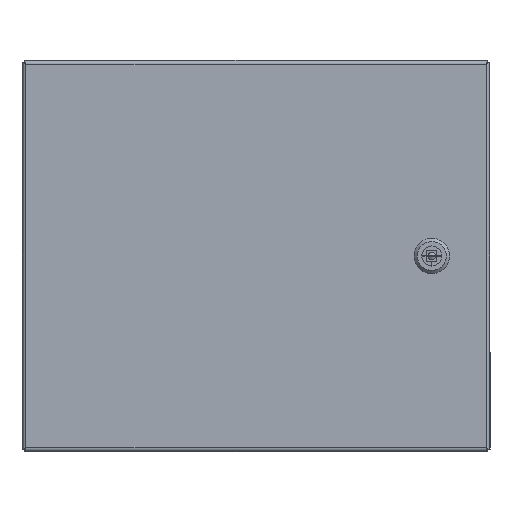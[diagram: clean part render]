
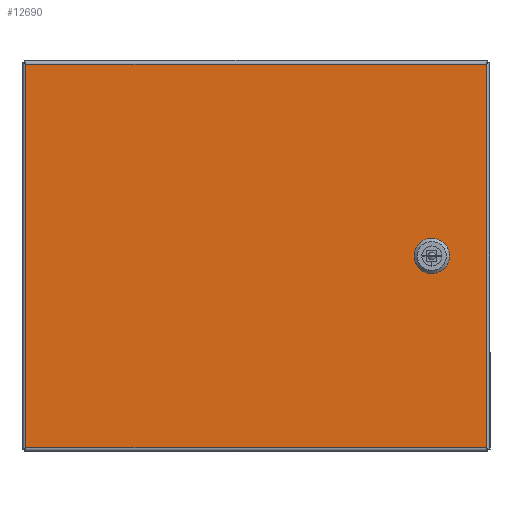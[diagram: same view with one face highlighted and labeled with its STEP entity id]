
A CAD part, front view. The second image highlights one B-rep face of the part: STEP entity #12690.
In plain terms, the highlighted planar face has unit normal (0, -1, 0).
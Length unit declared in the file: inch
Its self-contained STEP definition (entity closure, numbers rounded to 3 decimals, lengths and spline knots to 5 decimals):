
#18 = ORIENTED_EDGE ( 'NONE', *, *, #9657, .T. ) ;
#295 = EDGE_CURVE ( 'NONE', #3889, #19101, #2270, .T. ) ;
#477 = LINE ( 'NONE', #16261, #2885 ) ;
#740 = CARTESIAN_POINT ( 'NONE',  ( -7.156, -1.797, -12.0665 ) ) ;
#819 = LINE ( 'NONE', #12349, #19767 ) ;
#827 = DIRECTION ( 'NONE',  ( 1., 0., 0. ) ) ;
#914 = CARTESIAN_POINT ( 'NONE',  ( 5.7, -1.797, -5.6995 ) ) ;
#916 = EDGE_CURVE ( 'NONE', #5823, #10351, #20186, .T. ) ;
#1109 = ORIENTED_EDGE ( 'NONE', *, *, #916, .T. ) ;
#1182 = FACE_BOUND ( 'NONE', #15322, .T. ) ;
#1239 = CARTESIAN_POINT ( 'NONE',  ( 7.157, -1.797, -12.0665 ) ) ;
#1463 = LINE ( 'NONE', #1239, #3676 ) ;
#2168 = LINE ( 'NONE', #14984, #16086 ) ;
#2270 = LINE ( 'NONE', #10450, #19544 ) ;
#2447 = CARTESIAN_POINT ( 'NONE',  ( 5.8645, -1.797, -6.326 ) ) ;
#2627 = CARTESIAN_POINT ( 'NONE',  ( 7.157, -1.797, -0.1235 ) ) ;
#2868 = DIRECTION ( 'NONE',  ( 0., 0., -1. ) ) ;
#2885 = VECTOR ( 'NONE', #13376, 39.37008 ) ;
#3039 = VECTOR ( 'NONE', #15675, 39.37008 ) ;
#3575 = EDGE_LOOP ( 'NONE', ( #19778, #4102, #18, #1109 ) ) ;
#3676 = VECTOR ( 'NONE', #6067, 39.37008 ) ;
#3787 = CARTESIAN_POINT ( 'NONE',  ( -7.156, -1.797, -12.0665 ) ) ;
#3858 = EDGE_CURVE ( 'NONE', #19101, #9660, #8606, .T. ) ;
#3889 = VERTEX_POINT ( 'NONE', #18373 ) ;
#4102 = ORIENTED_EDGE ( 'NONE', *, *, #7956, .T. ) ;
#4159 = EDGE_CURVE ( 'NONE', #15988, #6335, #6506, .T. ) ;
#4647 = EDGE_CURVE ( 'NONE', #4961, #3889, #9175, .T. ) ;
#4648 = VECTOR ( 'NONE', #9858, 39.37008 ) ;
#4961 = VERTEX_POINT ( 'NONE', #19326 ) ;
#5823 = VERTEX_POINT ( 'NONE', #3787 ) ;
#6067 = DIRECTION ( 'NONE',  ( 0., 0., 1. ) ) ;
#6333 = VECTOR ( 'NONE', #16607, 39.37008 ) ;
#6335 = VERTEX_POINT ( 'NONE', #10442 ) ;
#6506 = LINE ( 'NONE', #6611, #4648 ) ;
#6611 = CARTESIAN_POINT ( 'NONE',  ( 5.7, -1.797, -5.6995 ) ) ;
#6760 = CARTESIAN_POINT ( 'NONE',  ( 5.0735, -1.797, -6.326 ) ) ;
#7136 = CARTESIAN_POINT ( 'NONE',  ( 5.0735, -1.797, -5.864 ) ) ;
#7149 = CARTESIAN_POINT ( 'NONE',  ( 5.8645, -1.797, -6.326 ) ) ;
#7956 = EDGE_CURVE ( 'NONE', #10179, #13437, #477, .T. ) ;
#8013 = CARTESIAN_POINT ( 'NONE',  ( -7.156, -1.797, -12.0665 ) ) ;
#8178 = ORIENTED_EDGE ( 'NONE', *, *, #18162, .T. ) ;
#8606 = LINE ( 'NONE', #18181, #6333 ) ;
#8803 = CARTESIAN_POINT ( 'NONE',  ( 7.157, -1.797, -12.0665 ) ) ;
#9153 = CARTESIAN_POINT ( 'NONE',  ( -7.156, -1.797, -12.0665 ) ) ;
#9175 = LINE ( 'NONE', #12428, #13390 ) ;
#9310 = DIRECTION ( 'NONE',  ( 0., 0., -1. ) ) ;
#9657 = EDGE_CURVE ( 'NONE', #13437, #5823, #15617, .T. ) ;
#9660 = VERTEX_POINT ( 'NONE', #7136 ) ;
#9858 = DIRECTION ( 'NONE',  ( 0.707, 0., -0.707 ) ) ;
#10179 = VERTEX_POINT ( 'NONE', #2627 ) ;
#10296 = DIRECTION ( 'NONE',  ( 0., 0., -1. ) ) ;
#10351 = VERTEX_POINT ( 'NONE', #8803 ) ;
#10360 = EDGE_CURVE ( 'NONE', #15527, #15988, #19939, .T. ) ;
#10442 = CARTESIAN_POINT ( 'NONE',  ( 5.8645, -1.797, -5.864 ) ) ;
#10450 = CARTESIAN_POINT ( 'NONE',  ( 5.0735, -1.797, -6.326 ) ) ;
#10596 = LINE ( 'NONE', #7149, #18730 ) ;
#10613 = EDGE_CURVE ( 'NONE', #10351, #10179, #1463, .T. ) ;
#11044 = VECTOR ( 'NONE', #827, 39.37008 ) ;
#11818 = DIRECTION ( 'NONE',  ( 0.707, 0., 0.707 ) ) ;
#12211 = DIRECTION ( 'NONE',  ( -1., 0., 0. ) ) ;
#12349 = CARTESIAN_POINT ( 'NONE',  ( 5.8645, -1.797, -6.326 ) ) ;
#12428 = CARTESIAN_POINT ( 'NONE',  ( 5.238, -1.797, -6.4905 ) ) ;
#12690 = ADVANCED_FACE ( 'NONE', ( #13987, #1182 ), #20394, .T. ) ;
#12911 = ORIENTED_EDGE ( 'NONE', *, *, #4647, .T. ) ;
#13231 = ORIENTED_EDGE ( 'NONE', *, *, #17334, .T. ) ;
#13275 = CARTESIAN_POINT ( 'NONE',  ( 5.238, -1.797, -5.6995 ) ) ;
#13376 = DIRECTION ( 'NONE',  ( -1., 0., 0. ) ) ;
#13390 = VECTOR ( 'NONE', #12211, 39.37008 ) ;
#13437 = VERTEX_POINT ( 'NONE', #14730 ) ;
#13987 = FACE_OUTER_BOUND ( 'NONE', #3575, .T. ) ;
#14316 = DIRECTION ( 'NONE',  ( 0., -1., 0. ) ) ;
#14564 = AXIS2_PLACEMENT_3D ( 'NONE', #8013, #14316, #2868 ) ;
#14730 = CARTESIAN_POINT ( 'NONE',  ( -7.156, -1.797, -0.1235 ) ) ;
#14984 = CARTESIAN_POINT ( 'NONE',  ( 5.238, -1.797, -5.6995 ) ) ;
#15322 = EDGE_LOOP ( 'NONE', ( #16278, #13231, #15659, #17575, #8178, #17133, #12911, #15914 ) ) ;
#15527 = VERTEX_POINT ( 'NONE', #13275 ) ;
#15617 = LINE ( 'NONE', #740, #18611 ) ;
#15659 = ORIENTED_EDGE ( 'NONE', *, *, #10360, .T. ) ;
#15675 = DIRECTION ( 'NONE',  ( 1., 0., 0. ) ) ;
#15914 = ORIENTED_EDGE ( 'NONE', *, *, #295, .T. ) ;
#15962 = EDGE_CURVE ( 'NONE', #17896, #4961, #819, .T. ) ;
#15988 = VERTEX_POINT ( 'NONE', #914 ) ;
#16086 = VECTOR ( 'NONE', #11818, 39.37008 ) ;
#16261 = CARTESIAN_POINT ( 'NONE',  ( -7.156, -1.797, -0.1235 ) ) ;
#16278 = ORIENTED_EDGE ( 'NONE', *, *, #3858, .T. ) ;
#16600 = CARTESIAN_POINT ( 'NONE',  ( 5.7, -1.797, -5.6995 ) ) ;
#16607 = DIRECTION ( 'NONE',  ( 0., 0., 1. ) ) ;
#16873 = DIRECTION ( 'NONE',  ( -0.707, 0., 0.707 ) ) ;
#16989 = DIRECTION ( 'NONE',  ( -0.707, 0., -0.707 ) ) ;
#17133 = ORIENTED_EDGE ( 'NONE', *, *, #15962, .T. ) ;
#17334 = EDGE_CURVE ( 'NONE', #9660, #15527, #2168, .T. ) ;
#17575 = ORIENTED_EDGE ( 'NONE', *, *, #4159, .T. ) ;
#17896 = VERTEX_POINT ( 'NONE', #2447 ) ;
#18162 = EDGE_CURVE ( 'NONE', #6335, #17896, #10596, .T. ) ;
#18181 = CARTESIAN_POINT ( 'NONE',  ( 5.0735, -1.797, -5.864 ) ) ;
#18373 = CARTESIAN_POINT ( 'NONE',  ( 5.238, -1.797, -6.4905 ) ) ;
#18611 = VECTOR ( 'NONE', #9310, 39.37008 ) ;
#18730 = VECTOR ( 'NONE', #10296, 39.37008 ) ;
#19101 = VERTEX_POINT ( 'NONE', #6760 ) ;
#19326 = CARTESIAN_POINT ( 'NONE',  ( 5.7, -1.797, -6.4905 ) ) ;
#19544 = VECTOR ( 'NONE', #16873, 39.37008 ) ;
#19767 = VECTOR ( 'NONE', #16989, 39.37008 ) ;
#19778 = ORIENTED_EDGE ( 'NONE', *, *, #10613, .T. ) ;
#19939 = LINE ( 'NONE', #16600, #11044 ) ;
#20186 = LINE ( 'NONE', #9153, #3039 ) ;
#20394 = PLANE ( 'NONE',  #14564 ) ;
